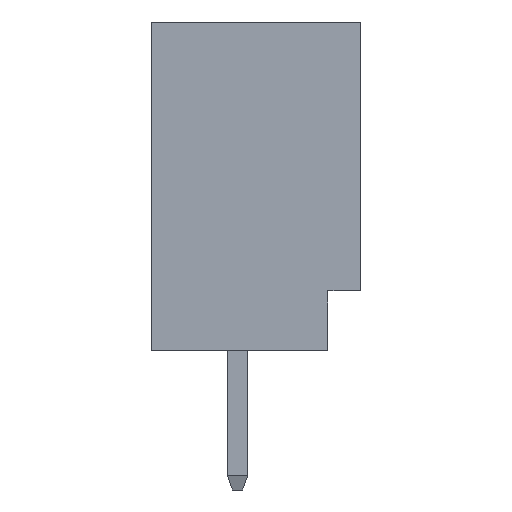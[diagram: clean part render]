
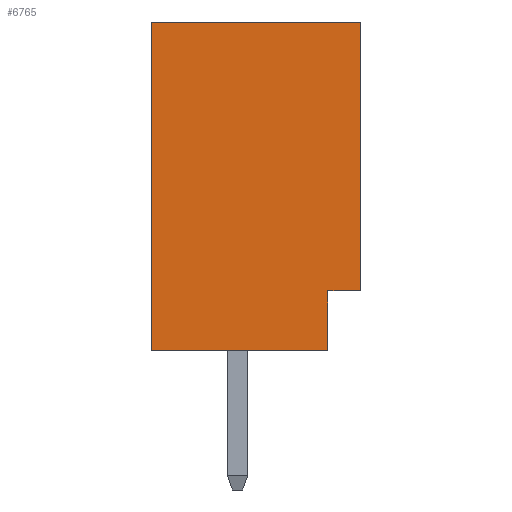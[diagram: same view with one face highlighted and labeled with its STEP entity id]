
A CAD part, left-side view. The second image highlights one B-rep face of the part: STEP entity #6765.
In plain terms, the highlighted planar face has unit normal (-1, 0, 0).
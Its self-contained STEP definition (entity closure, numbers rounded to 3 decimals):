
#25 = CARTESIAN_POINT ( 'NONE',  ( -8.005, -3., 1.35 ) ) ;
#69 = CARTESIAN_POINT ( 'NONE',  ( -8.005, -3., 1.35 ) ) ;
#321 = VECTOR ( 'NONE', #11248, 1000. ) ;
#343 = VERTEX_POINT ( 'NONE', #853 ) ;
#365 = LINE ( 'NONE', #12099, #13382 ) ;
#693 = CARTESIAN_POINT ( 'NONE',  ( -8.005, 2.1, 7.9 ) ) ;
#853 = CARTESIAN_POINT ( 'NONE',  ( -8.005, -2.2, 1.35 ) ) ;
#926 = CARTESIAN_POINT ( 'NONE',  ( -8.005, -3., -0.1 ) ) ;
#1105 = LINE ( 'NONE', #8427, #2022 ) ;
#1562 = DIRECTION ( 'NONE',  ( 1., 0., 0. ) ) ;
#1787 = ORIENTED_EDGE ( 'NONE', *, *, #8471, .F. ) ;
#1914 = ORIENTED_EDGE ( 'NONE', *, *, #9906, .F. ) ;
#2022 = VECTOR ( 'NONE', #3068, 1000. ) ;
#2629 = ORIENTED_EDGE ( 'NONE', *, *, #4909, .T. ) ;
#3042 = VECTOR ( 'NONE', #13842, 1000. ) ;
#3068 = DIRECTION ( 'NONE',  ( 0., 0., -1. ) ) ;
#3083 = VERTEX_POINT ( 'NONE', #25 ) ;
#4673 = EDGE_CURVE ( 'NONE', #12947, #9828, #7266, .T. ) ;
#4820 = LINE ( 'NONE', #10455, #9799 ) ;
#4886 = DIRECTION ( 'NONE',  ( 0., 0., -1. ) ) ;
#4909 = EDGE_CURVE ( 'NONE', #9989, #12947, #12367, .T. ) ;
#5224 = DIRECTION ( 'NONE',  ( 0., -1., 0. ) ) ;
#5362 = CARTESIAN_POINT ( 'NONE',  ( -8.005, -2.2, -0.1 ) ) ;
#5399 = EDGE_LOOP ( 'NONE', ( #7115, #6174, #1787, #6534, #1914, #2629 ) ) ;
#5475 = VECTOR ( 'NONE', #5224, 1000. ) ;
#6174 = ORIENTED_EDGE ( 'NONE', *, *, #9094, .F. ) ;
#6534 = ORIENTED_EDGE ( 'NONE', *, *, #7712, .F. ) ;
#6765 = ADVANCED_FACE ( 'NONE', ( #8116 ), #9956, .F. ) ;
#7115 = ORIENTED_EDGE ( 'NONE', *, *, #4673, .T. ) ;
#7266 = LINE ( 'NONE', #926, #5475 ) ;
#7712 = EDGE_CURVE ( 'NONE', #10442, #3083, #1105, .T. ) ;
#7832 = CARTESIAN_POINT ( 'NONE',  ( -8.005, -3., 7.9 ) ) ;
#8116 = FACE_OUTER_BOUND ( 'NONE', #5399, .T. ) ;
#8427 = CARTESIAN_POINT ( 'NONE',  ( -8.005, -3., 7.9 ) ) ;
#8471 = EDGE_CURVE ( 'NONE', #3083, #343, #10904, .T. ) ;
#9094 = EDGE_CURVE ( 'NONE', #343, #9828, #4820, .T. ) ;
#9799 = VECTOR ( 'NONE', #4886, 1000. ) ;
#9828 = VERTEX_POINT ( 'NONE', #5362 ) ;
#9906 = EDGE_CURVE ( 'NONE', #9989, #10442, #365, .T. ) ;
#9956 = PLANE ( 'NONE',  #12121 ) ;
#9989 = VERTEX_POINT ( 'NONE', #10069 ) ;
#10069 = CARTESIAN_POINT ( 'NONE',  ( -8.005, 2.1, 7.9 ) ) ;
#10442 = VERTEX_POINT ( 'NONE', #12618 ) ;
#10455 = CARTESIAN_POINT ( 'NONE',  ( -8.005, -2.2, -0.1 ) ) ;
#10904 = LINE ( 'NONE', #69, #3042 ) ;
#11070 = DIRECTION ( 'NONE',  ( 0., 1., 0. ) ) ;
#11185 = DIRECTION ( 'NONE',  ( 0., -1., 0. ) ) ;
#11248 = DIRECTION ( 'NONE',  ( 0., 0., -1. ) ) ;
#11563 = CARTESIAN_POINT ( 'NONE',  ( -8.005, 2.1, -0.1 ) ) ;
#12099 = CARTESIAN_POINT ( 'NONE',  ( -8.005, -3., 7.9 ) ) ;
#12121 = AXIS2_PLACEMENT_3D ( 'NONE', #7832, #1562, #11070 ) ;
#12367 = LINE ( 'NONE', #693, #321 ) ;
#12618 = CARTESIAN_POINT ( 'NONE',  ( -8.005, -3., 7.9 ) ) ;
#12947 = VERTEX_POINT ( 'NONE', #11563 ) ;
#13382 = VECTOR ( 'NONE', #11185, 1000. ) ;
#13842 = DIRECTION ( 'NONE',  ( 0., 1., 0. ) ) ;
